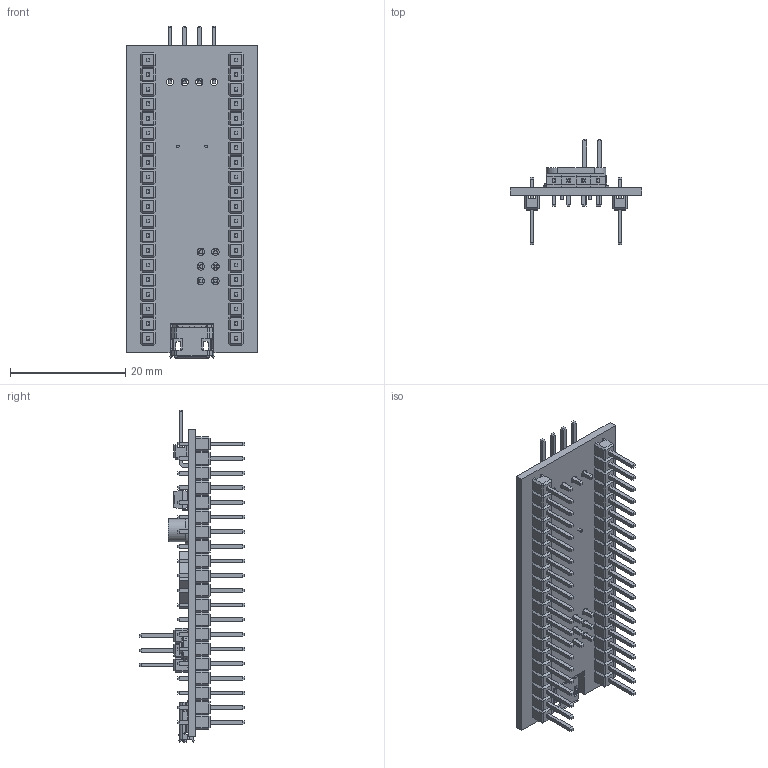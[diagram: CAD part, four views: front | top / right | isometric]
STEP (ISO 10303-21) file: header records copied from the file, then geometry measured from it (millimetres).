
FILE_DESCRIPTION(/* description */ (''),/* implementation_level */ '2;1');
FILE_NAME(/* name */ 'STM32F103C8T6_Blue_Pill v6.step',/* time_stamp */ '2017-12-31T17:46:06+09:00',/* author */ ('denshikousakusenka'),/* organization */ (''),/* preprocessor_version */ 'ST-DEVELOPER v16.13',/* originating_system */ 'Autodesk Translation Framework v6.5.0.72',/* authorisation */ '');
FILE_SCHEMA (('AUTOMOTIVE_DESIGN { 1 0 10303 214 3 1 1 }'));
Length unit declared in the file: millimetre
Products named in the file (10): STM32F103C8T6_Blue_Pill; Oscillator_HC-49/S; STM32F103C8T6_BluePill_Board; Oscillator_MC-306; STM32_LQFP48; Tactile_SMD_5x5mm; 2040343-2; Header_L4_10x4.8; Header_Male_2x3x11.6; Header_Male_1x20x11.6
Assembly tree (10 placements, depth 2):
  STM32F103C8T6_Blue_Pill
    Oscillator_HC-49/S
    STM32F103C8T6_BluePill_Board
    Oscillator_MC-306
    STM32_LQFP48
    Tactile_SMD_5x5mm
    2040343-2
    Header_L4_10x4.8
    Header_Male_2x3x11.6
    Header_Male_1x20x11.6  x2
Bounding box: 22.86 x 18.27 x 57.56 mm (x, y, z)
Volume: 2656 mm3; surface area: 7061.4 mm2
Topology: 108 solids, 108 shells, 2667 faces, 6333 edges, 3876 vertices
Faces by surface type: plane 2458, cylinder 198, bspline 10, torus 1
Full cylindrical faces by diameter (mm): 0.43 x2, 1 x1, 1.27 x50, 2 x1
Entity records: 54384 total; most frequent: CARTESIAN_POINT 9755, ORIENTED_EDGE 9146, DIRECTION 8712, EDGE_CURVE 4573, LINE 4138, VECTOR 4138, VERTEX_POINT 2836, AXIS2_PLACEMENT_3D 2287
